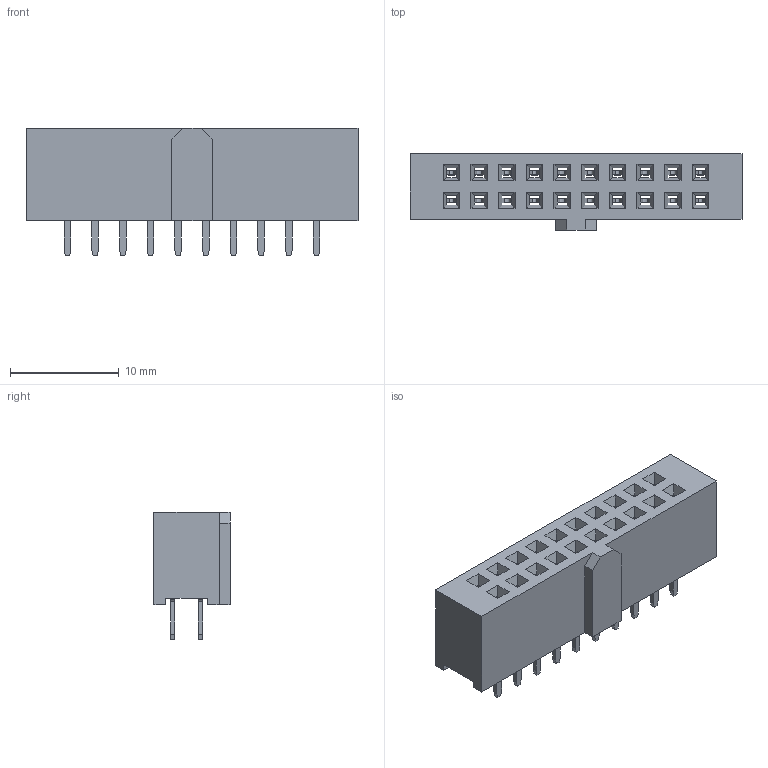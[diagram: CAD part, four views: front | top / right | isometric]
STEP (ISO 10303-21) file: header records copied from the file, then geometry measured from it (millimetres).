
FILE_DESCRIPTION(/* description */ (''),/* implementation_level */ '2;1');
FILE_NAME(/* name */ 'Jlink-Edge-Connector.step',/* time_stamp */ '2021-06-30T17:34:53+02:00',/* author */ (''),/* organization */ (''),/* preprocessor_version */ 'ST-DEVELOPER v18.1',/* originating_system */ 'Autodesk Translation Framework v9.10.0.1330',/* authorisation */ '');
FILE_SCHEMA (('AUTOMOTIVE_DESIGN { 1 0 10303 214 3 1 1 }'));
Length unit declared in the file: inch
Products named in the file (1): Jlink-Edge-Connector
Bounding box: 30.48 x 7 x 11.7 mm (x, y, z)
Volume: 1367.4 mm3; surface area: 2575.1 mm2
Topology: 21 solids, 21 shells, 996 faces, 2822 edges, 1868 vertices
Faces by surface type: plane 776, cylinder 220
Entity records: 32095 total; most frequent: CARTESIAN_POINT 5687, ORIENTED_EDGE 5644, DIRECTION 5256, EDGE_CURVE 2822, LINE 2382, VECTOR 2382, VERTEX_POINT 1868, AXIS2_PLACEMENT_3D 1437
